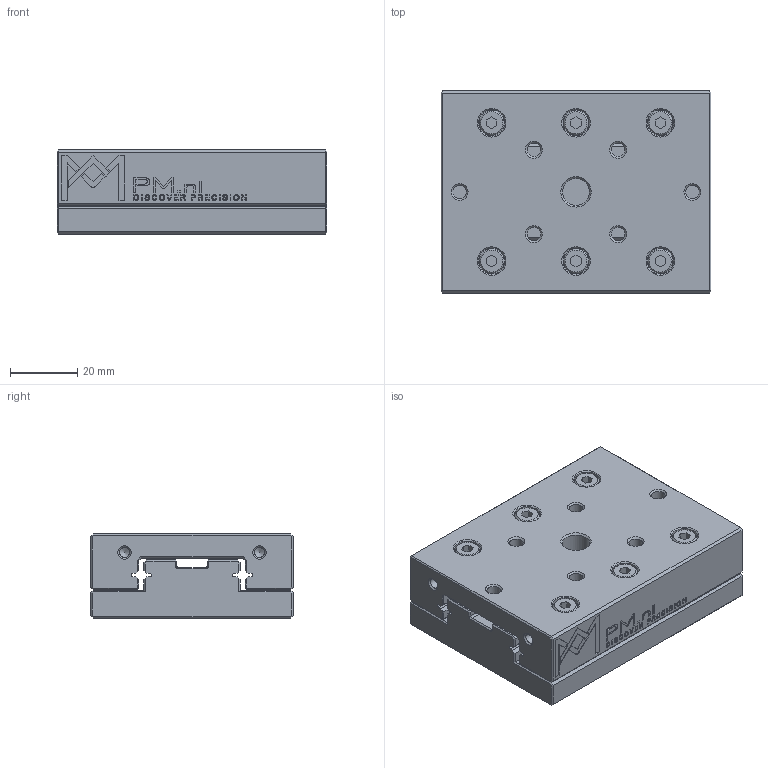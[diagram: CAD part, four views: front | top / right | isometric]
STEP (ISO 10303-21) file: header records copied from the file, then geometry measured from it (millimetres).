
FILE_DESCRIPTION(/* description */ (''),/* implementation_level */ '2;1');
FILE_NAME(/* name */ 'RTA-3075.stp',/* time_stamp */ '2024-08-27T14:44:49+02:00',/* author */ (''),/* organization */ (''),/* preprocessor_version */ 'ST-DEVELOPER v16.7',/* originating_system */ 'SIEMENS PLM Software NX 12.0',/* authorisation */ '');
FILE_SCHEMA (('AUTOMOTIVE_DESIGN { 1 0 10303 214 3 1 1 1 }'));
Length unit declared in the file: millimetre
Products named in the file (1): RTA-3075_stp
Bounding box: 80 x 60 x 25 mm (x, y, z)
Volume: 110256.6 mm3; surface area: 33465.4 mm2
Topology: 2 solids, 2 shells, 963 faces, 2421 edges, 1574 vertices
Faces by surface type: plane 674, bspline 180, cone 57, cylinder 52
Full cylindrical faces by diameter (mm): 3 x4, 4 x9, 4.3 x4, 7 x6, 7.32 x6, 7.8 x16, 8 x1
Entity records: 32773 total; most frequent: CARTESIAN_POINT 7306, ORIENTED_EDGE 4602, DIRECTION 3666, EDGE_CURVE 2301, LINE 1784, VECTOR 1784, VERTEX_POINT 1557, EDGE_LOOP 1196
